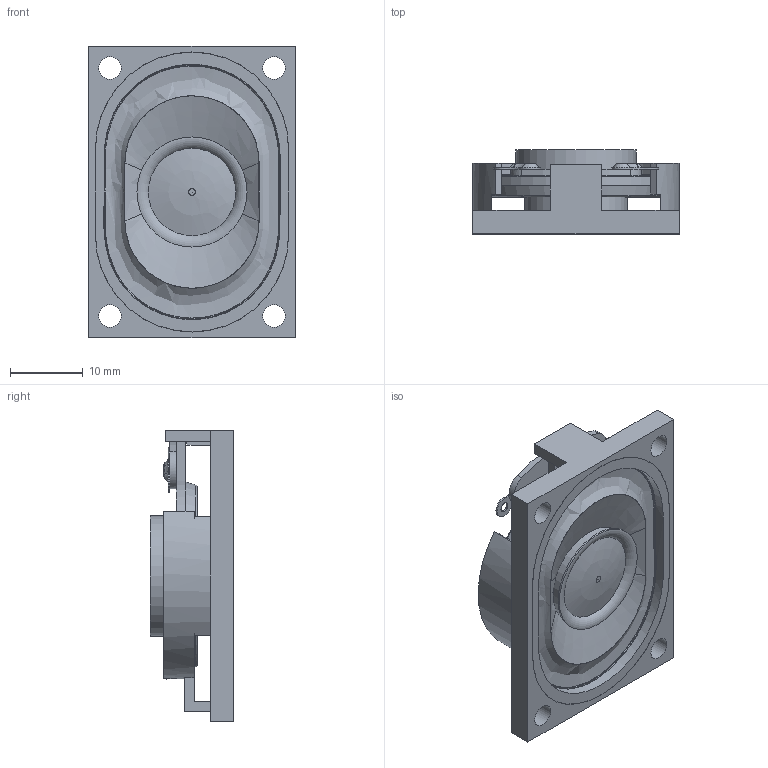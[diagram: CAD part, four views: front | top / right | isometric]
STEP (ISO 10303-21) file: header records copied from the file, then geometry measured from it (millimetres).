
FILE_DESCRIPTION(/* description */ (''),/* implementation_level */ '2;1');
FILE_NAME(/* name */ 'AS04008PS-4W-WR-R.ipt.stp',/* time_stamp */ '2020-05-28T14:18:11-04:00',/* author */ ('J.D.'),/* organization */ (''),/* preprocessor_version */ 'ST-DEVELOPER v16.1',/* originating_system */ 'Autodesk Inventor 2016',/* authorisation */ '');
FILE_SCHEMA (('AUTOMOTIVE_DESIGN { 1 0 10303 214 3 1 1 }'));
Length unit declared in the file: millimetre
Products named in the file (1): AS04008PS-4W-WR-R
Bounding box: 28.3 x 11.5 x 40 mm (x, y, z)
Volume: 3445.8 mm3; surface area: 7454.6 mm2
Topology: 3 solids, 7 shells, 249 faces, 613 edges, 388 vertices
Faces by surface type: plane 113, cylinder 47, torus 45, bspline 25, cone 19
Full cylindrical faces by diameter (mm): 1.35 x2, 3.1 x4, 13.7 x1, 14.1 x2, 15.1 x1, 16.5 x1
Entity records: 10239 total; most frequent: CARTESIAN_POINT 4296, DIRECTION 1154, ORIENTED_EDGE 1080, EDGE_CURVE 542, AXIS2_PLACEMENT_3D 455, VERTEX_POINT 385, EDGE_LOOP 360, FACE_OUTER_BOUND 249
